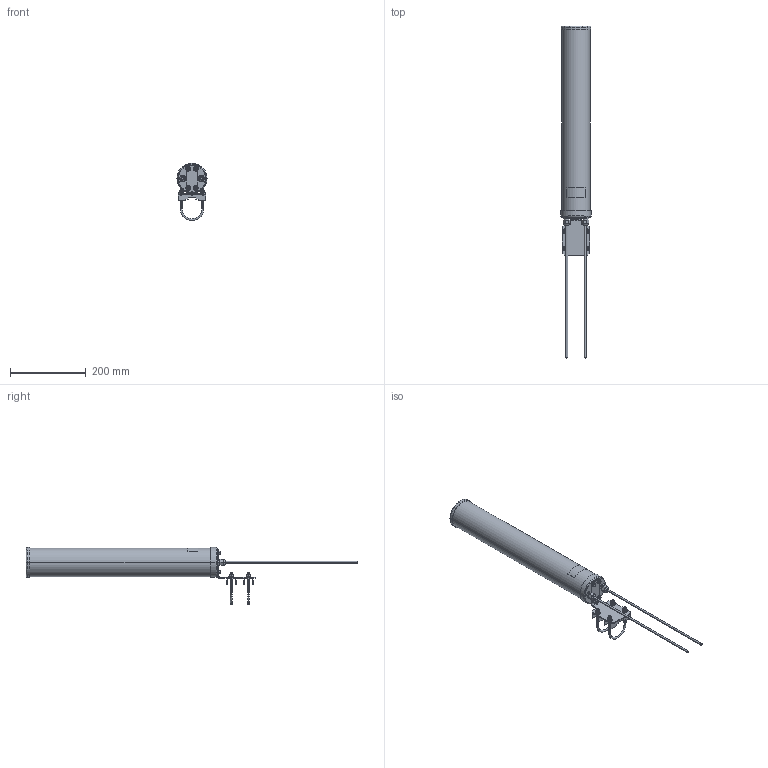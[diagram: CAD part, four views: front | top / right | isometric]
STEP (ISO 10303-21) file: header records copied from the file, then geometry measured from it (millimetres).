
FILE_DESCRIPTION (( 'STEP AP214' ), '1' );
FILE_NAME ('HG63805-03DPU-NF_3D.step', '2023-10-30T14:43:09', ( '' ), ( '' ), 'SwSTEP 2.0', 'SolidWorks 2022', '' );
FILE_SCHEMA (( 'AUTOMOTIVE_DESIGN' ));
Length unit declared in the file: inch
Products named in the file (16): JM_TA_03.stp; Part19^HG63805-03DPU-NF; HG63805-03DPU-NF_3D; HM5X15.stp; L638QX5D_01.stp; LUOMU_M6.stp; JM_TA_02.stp; L638QX5D_03.stp; PG7.stp; L638QX5D_04.stp; TANJIE_6.stp; DIANPIAN_5.stp; DIANPIAN_6X13X1.stp; DIANLAN334.stp; L638QX5D_02.stp; TANJIE_5.stp
Assembly tree (36 placements, depth 2):
  HG63805-03DPU-NF_3D
    L638QX5D_02.stp
    L638QX5D_01.stp
    L638QX5D_03.stp
    L638QX5D_04.stp
    DIANPIAN_5.stp  x4
    TANJIE_5.stp  x4
    HM5X15.stp  x4
    JM_TA_02.stp  x2
    JM_TA_03.stp  x2
    DIANPIAN_6X13X1.stp  x4
    TANJIE_6.stp  x4
    LUOMU_M6.stp  x4
    PG7.stp  x2
    DIANLAN334.stp
    Part19^HG63805-03DPU-NF
Bounding box: 79.2 x 874.5 x 151.1 mm (x, y, z)
Volume: 320516.7 mm3; surface area: 331590.4 mm2
Topology: 37 solids, 37 shells, 1148 faces, 3652 edges, 2596 vertices
Faces by surface type: cylinder 420, plane 338, bspline 276, cone 98, torus 16
Entity records: 59969 total; most frequent: CARTESIAN_POINT 46238, ORIENTED_EDGE 3298, DIRECTION 1819, EDGE_CURVE 1649, VERTEX_POINT 1178, B_SPLINE_CURVE_WITH_KNOTS 933, AXIS2_PLACEMENT_3D 682, EDGE_LOOP 563
